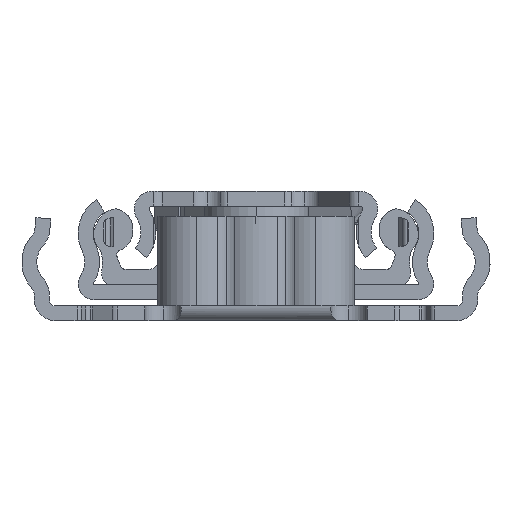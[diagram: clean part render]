
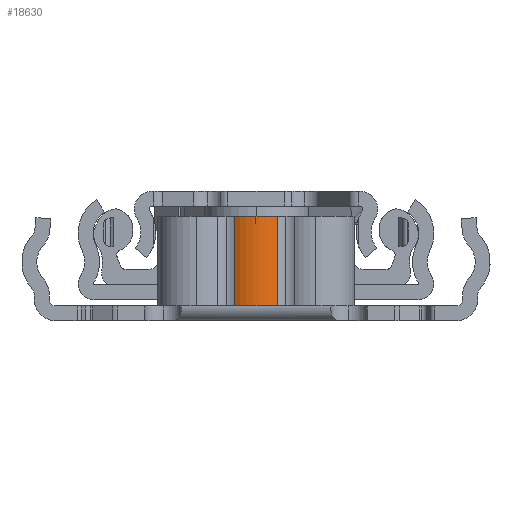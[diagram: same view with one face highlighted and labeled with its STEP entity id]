
A CAD part, left-side view. The second image highlights one B-rep face of the part: STEP entity #18630.
In plain terms, the highlighted cylindrical face has radius 4.1 mm (diameter 8.2 mm), a partial arc.
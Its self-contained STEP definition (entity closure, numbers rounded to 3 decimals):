
#1261 = EDGE_CURVE ( 'NONE', #3496, #8646, #11833, .T. ) ;
#1508 = CYLINDRICAL_SURFACE ( 'NONE', #15042, 4.1 ) ;
#2965 = CARTESIAN_POINT ( 'NONE',  ( 600.362, 9., 176.208 ) ) ;
#3062 = ORIENTED_EDGE ( 'NONE', *, *, #9567, .T. ) ;
#3389 = EDGE_CURVE ( 'NONE', #14450, #17334, #7490, .T. ) ;
#3496 = VERTEX_POINT ( 'NONE', #3647 ) ;
#3498 = ORIENTED_EDGE ( 'NONE', *, *, #1261, .T. ) ;
#3647 = CARTESIAN_POINT ( 'NONE',  ( 598.204, 0., 179.694 ) ) ;
#5527 = DIRECTION ( 'NONE',  ( 0., -1., 0. ) ) ;
#6055 = DIRECTION ( 'NONE',  ( 0., 0., -1. ) ) ;
#6821 = ORIENTED_EDGE ( 'NONE', *, *, #15794, .F. ) ;
#6893 = CARTESIAN_POINT ( 'NONE',  ( 600.362, 0., 176.208 ) ) ;
#6976 = CARTESIAN_POINT ( 'NONE',  ( 598.204, 9., 179.694 ) ) ;
#7068 = LINE ( 'NONE', #6976, #15128 ) ;
#7490 = CIRCLE ( 'NONE', #10258, 4.1 ) ;
#7594 = DIRECTION ( 'NONE',  ( 0., -1., 0. ) ) ;
#8642 = EDGE_LOOP ( 'NONE', ( #3498, #6821, #12158, #3062 ) ) ;
#8646 = VERTEX_POINT ( 'NONE', #16965 ) ;
#8669 = DIRECTION ( 'NONE',  ( 0., 0., 1. ) ) ;
#9045 = CARTESIAN_POINT ( 'NONE',  ( 602.52, 9., 179.694 ) ) ;
#9567 = EDGE_CURVE ( 'NONE', #14450, #3496, #7068, .T. ) ;
#10202 = DIRECTION ( 'NONE',  ( 0., -1., 0. ) ) ;
#10215 = CARTESIAN_POINT ( 'NONE',  ( 600.362, 9., 176.208 ) ) ;
#10258 = AXIS2_PLACEMENT_3D ( 'NONE', #10215, #11565, #8669 ) ;
#11565 = DIRECTION ( 'NONE',  ( 0., 1., 0. ) ) ;
#11833 = CIRCLE ( 'NONE', #18016, 4.1 ) ;
#12158 = ORIENTED_EDGE ( 'NONE', *, *, #3389, .F. ) ;
#12963 = DIRECTION ( 'NONE',  ( 0., 0., 1. ) ) ;
#14450 = VERTEX_POINT ( 'NONE', #17555 ) ;
#15042 = AXIS2_PLACEMENT_3D ( 'NONE', #2965, #10202, #6055 ) ;
#15128 = VECTOR ( 'NONE', #5527, 1000. ) ;
#15794 = EDGE_CURVE ( 'NONE', #17334, #8646, #17922, .T. ) ;
#16553 = CARTESIAN_POINT ( 'NONE',  ( 602.52, 9., 179.694 ) ) ;
#16965 = CARTESIAN_POINT ( 'NONE',  ( 602.52, 0., 179.694 ) ) ;
#17122 = DIRECTION ( 'NONE',  ( 0., 1., 0. ) ) ;
#17334 = VERTEX_POINT ( 'NONE', #16553 ) ;
#17555 = CARTESIAN_POINT ( 'NONE',  ( 598.204, 9., 179.694 ) ) ;
#17697 = VECTOR ( 'NONE', #7594, 1000. ) ;
#17736 = FACE_OUTER_BOUND ( 'NONE', #8642, .T. ) ;
#17922 = LINE ( 'NONE', #9045, #17697 ) ;
#18016 = AXIS2_PLACEMENT_3D ( 'NONE', #6893, #17122, #12963 ) ;
#18630 = ADVANCED_FACE ( 'NONE', ( #17736 ), #1508, .T. ) ;
